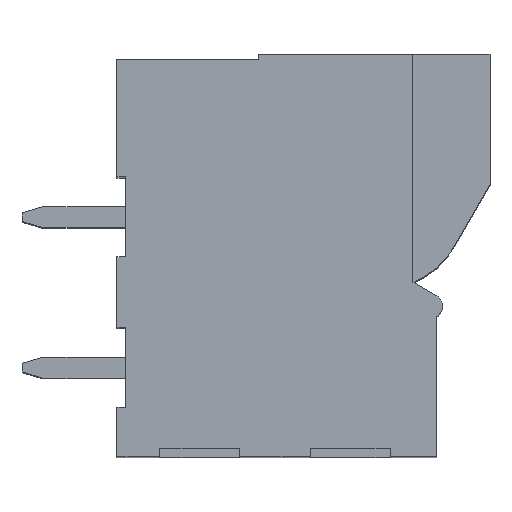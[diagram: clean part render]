
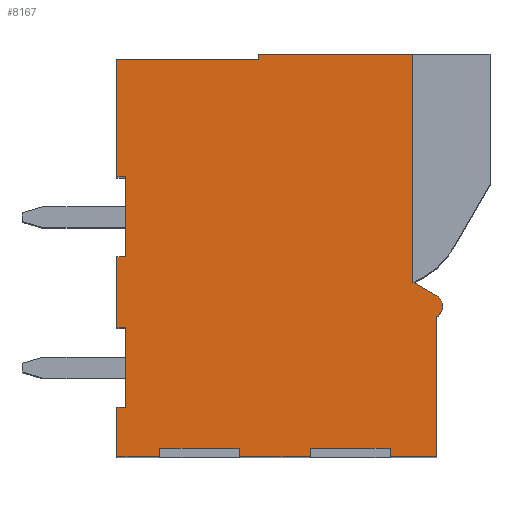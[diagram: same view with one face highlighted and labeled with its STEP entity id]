
A CAD part, top view. The second image highlights one B-rep face of the part: STEP entity #8167.
In plain terms, the highlighted planar face has unit normal (0, 0, 1).
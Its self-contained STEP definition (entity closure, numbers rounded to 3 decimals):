
#1697=CARTESIAN_POINT('',(10.604,5.094,0.));
#1698=DIRECTION('',(0.,0.,1.));
#1699=DIRECTION('',(0.495,-0.869,0.));
#1700=AXIS2_PLACEMENT_3D('',#1697,#1698,#1699);
#1702=DIRECTION('',(0.,1.,0.));
#1703=VECTOR('',#1702,0.2);
#1704=CARTESIAN_POINT('',(4.8,13.4,0.));
#1705=LINE('',#1704,#1703);
#1706=DIRECTION('',(1.,0.,0.));
#1707=VECTOR('',#1706,5.2);
#1708=CARTESIAN_POINT('',(4.8,13.6,0.));
#1709=LINE('',#1708,#1707);
#1710=DIRECTION('',(0.,-1.,0.));
#1711=VECTOR('',#1710,7.7);
#1712=CARTESIAN_POINT('',(10.,13.6,0.));
#1713=LINE('',#1712,#1711);
#1714=DIRECTION('',(0.866,-0.5,0.));
#1715=VECTOR('',#1714,0.926);
#1716=CARTESIAN_POINT('',(10.,5.9,0.));
#1717=LINE('',#1716,#1715);
#1718=DIRECTION('',(0.,-1.,0.));
#1719=VECTOR('',#1718,4.75);
#1720=CARTESIAN_POINT('',(10.8,4.75,0.));
#1721=LINE('',#1720,#1719);
#1722=DIRECTION('',(-1.,0.,0.));
#1723=VECTOR('',#1722,1.57);
#1724=CARTESIAN_POINT('',(10.8,0.,0.));
#1725=LINE('',#1724,#1723);
#1726=DIRECTION('',(0.,1.,0.));
#1727=VECTOR('',#1726,0.3);
#1728=CARTESIAN_POINT('',(9.23,0.,0.));
#1729=LINE('',#1728,#1727);
#1730=DIRECTION('',(-1.,0.,0.));
#1731=VECTOR('',#1730,2.7);
#1732=CARTESIAN_POINT('',(9.23,0.3,0.));
#1733=LINE('',#1732,#1731);
#1734=DIRECTION('',(0.,-1.,0.));
#1735=VECTOR('',#1734,0.3);
#1736=CARTESIAN_POINT('',(6.53,0.3,0.));
#1737=LINE('',#1736,#1735);
#1738=DIRECTION('',(-1.,0.,0.));
#1739=VECTOR('',#1738,2.38);
#1740=CARTESIAN_POINT('',(6.53,0.,0.));
#1741=LINE('',#1740,#1739);
#1742=DIRECTION('',(0.,1.,0.));
#1743=VECTOR('',#1742,0.3);
#1744=CARTESIAN_POINT('',(4.15,0.,0.));
#1745=LINE('',#1744,#1743);
#1746=DIRECTION('',(-1.,0.,0.));
#1747=VECTOR('',#1746,2.7);
#1748=CARTESIAN_POINT('',(4.15,0.3,0.));
#1749=LINE('',#1748,#1747);
#1750=DIRECTION('',(0.,-1.,0.));
#1751=VECTOR('',#1750,0.3);
#1752=CARTESIAN_POINT('',(1.45,0.3,0.));
#1753=LINE('',#1752,#1751);
#1754=DIRECTION('',(-1.,0.,0.));
#1755=VECTOR('',#1754,1.45);
#1756=CARTESIAN_POINT('',(1.45,0.,0.));
#1757=LINE('',#1756,#1755);
#1758=DIRECTION('',(0.,1.,0.));
#1759=VECTOR('',#1758,1.67);
#1760=CARTESIAN_POINT('',(0.,0.,0.));
#1761=LINE('',#1760,#1759);
#1762=DIRECTION('',(1.,0.,0.));
#1763=VECTOR('',#1762,0.3);
#1764=CARTESIAN_POINT('',(0.,1.67,0.));
#1765=LINE('',#1764,#1763);
#1766=DIRECTION('',(0.,1.,0.));
#1767=VECTOR('',#1766,2.7);
#1768=CARTESIAN_POINT('',(0.3,1.67,0.));
#1769=LINE('',#1768,#1767);
#1770=DIRECTION('',(-1.,0.,0.));
#1771=VECTOR('',#1770,0.3);
#1772=CARTESIAN_POINT('',(0.3,4.37,0.));
#1773=LINE('',#1772,#1771);
#1774=DIRECTION('',(0.,1.,0.));
#1775=VECTOR('',#1774,2.38);
#1776=CARTESIAN_POINT('',(0.,4.37,0.));
#1777=LINE('',#1776,#1775);
#1778=DIRECTION('',(1.,0.,0.));
#1779=VECTOR('',#1778,0.3);
#1780=CARTESIAN_POINT('',(0.,6.75,0.));
#1781=LINE('',#1780,#1779);
#1782=DIRECTION('',(0.,1.,0.));
#1783=VECTOR('',#1782,2.7);
#1784=CARTESIAN_POINT('',(0.3,6.75,0.));
#1785=LINE('',#1784,#1783);
#1786=DIRECTION('',(-1.,0.,0.));
#1787=VECTOR('',#1786,0.3);
#1788=CARTESIAN_POINT('',(0.3,9.45,0.));
#1789=LINE('',#1788,#1787);
#1790=DIRECTION('',(0.,1.,0.));
#1791=VECTOR('',#1790,3.95);
#1792=CARTESIAN_POINT('',(0.,9.45,0.));
#1793=LINE('',#1792,#1791);
#1794=DIRECTION('',(1.,0.,0.));
#1795=VECTOR('',#1794,4.8);
#1796=CARTESIAN_POINT('',(0.,13.4,0.));
#1797=LINE('',#1796,#1795);
#4349=CARTESIAN_POINT('',(10.,13.6,0.));
#4350=CARTESIAN_POINT('',(10.,5.9,0.));
#4351=VERTEX_POINT('',#4349);
#4352=VERTEX_POINT('',#4350);
#4353=CARTESIAN_POINT('',(4.8,13.6,0.));
#4354=VERTEX_POINT('',#4353);
#4355=CARTESIAN_POINT('',(4.8,13.4,0.));
#4356=VERTEX_POINT('',#4355);
#4357=CARTESIAN_POINT('',(0.,13.4,0.));
#4358=VERTEX_POINT('',#4357);
#4359=CARTESIAN_POINT('',(0.,9.45,0.));
#4360=VERTEX_POINT('',#4359);
#4361=CARTESIAN_POINT('',(0.3,9.45,0.));
#4362=VERTEX_POINT('',#4361);
#4363=CARTESIAN_POINT('',(0.3,6.75,0.));
#4364=VERTEX_POINT('',#4363);
#4365=CARTESIAN_POINT('',(0.,6.75,0.));
#4366=VERTEX_POINT('',#4365);
#4367=CARTESIAN_POINT('',(0.,4.37,0.));
#4368=VERTEX_POINT('',#4367);
#4369=CARTESIAN_POINT('',(0.3,4.37,0.));
#4370=VERTEX_POINT('',#4369);
#4371=CARTESIAN_POINT('',(0.3,1.67,0.));
#4372=VERTEX_POINT('',#4371);
#4373=CARTESIAN_POINT('',(0.,1.67,0.));
#4374=VERTEX_POINT('',#4373);
#4375=CARTESIAN_POINT('',(0.,0.,0.));
#4376=VERTEX_POINT('',#4375);
#4377=CARTESIAN_POINT('',(1.45,0.,0.));
#4378=VERTEX_POINT('',#4377);
#4379=CARTESIAN_POINT('',(1.45,0.3,0.));
#4380=VERTEX_POINT('',#4379);
#4381=CARTESIAN_POINT('',(4.15,0.3,0.));
#4382=VERTEX_POINT('',#4381);
#4383=CARTESIAN_POINT('',(4.15,0.,0.));
#4384=VERTEX_POINT('',#4383);
#4385=CARTESIAN_POINT('',(6.53,0.,0.));
#4386=VERTEX_POINT('',#4385);
#4387=CARTESIAN_POINT('',(6.53,0.3,0.));
#4388=VERTEX_POINT('',#4387);
#4389=CARTESIAN_POINT('',(9.23,0.3,0.));
#4390=VERTEX_POINT('',#4389);
#4391=CARTESIAN_POINT('',(9.23,0.,0.));
#4392=VERTEX_POINT('',#4391);
#4393=CARTESIAN_POINT('',(10.8,0.,0.));
#4394=VERTEX_POINT('',#4393);
#4395=CARTESIAN_POINT('',(10.8,4.75,0.));
#4396=VERTEX_POINT('',#4395);
#4397=CARTESIAN_POINT('',(10.802,5.437,0.));
#4398=VERTEX_POINT('',#4397);
#8120=CARTESIAN_POINT('',(5.5,6.8,0.));
#8121=DIRECTION('',(0.,0.,1.));
#8122=DIRECTION('',(0.,-1.,0.));
#8123=AXIS2_PLACEMENT_3D('',#8120,#8121,#8122);
#8124=PLANE('',#8123);
#8126=ORIENTED_EDGE('',*,*,#8125,.T.);
#8127=ORIENTED_EDGE('',*,*,#6620,.T.);
#8129=ORIENTED_EDGE('',*,*,#8128,.T.);
#8130=ORIENTED_EDGE('',*,*,#5918,.T.);
#8131=ORIENTED_EDGE('',*,*,#8109,.F.);
#8132=ORIENTED_EDGE('',*,*,#8095,.T.);
#8133=ORIENTED_EDGE('',*,*,#8081,.T.);
#8135=ORIENTED_EDGE('',*,*,#8134,.T.);
#8137=ORIENTED_EDGE('',*,*,#8136,.T.);
#8139=ORIENTED_EDGE('',*,*,#8138,.T.);
#8140=ORIENTED_EDGE('',*,*,#8073,.T.);
#8142=ORIENTED_EDGE('',*,*,#8141,.T.);
#8144=ORIENTED_EDGE('',*,*,#8143,.T.);
#8146=ORIENTED_EDGE('',*,*,#8145,.T.);
#8147=ORIENTED_EDGE('',*,*,#8065,.T.);
#8148=ORIENTED_EDGE('',*,*,#8051,.T.);
#8149=ORIENTED_EDGE('',*,*,#8037,.T.);
#8150=ORIENTED_EDGE('',*,*,#7239,.T.);
#8152=ORIENTED_EDGE('',*,*,#8151,.T.);
#8154=ORIENTED_EDGE('',*,*,#8153,.T.);
#8156=ORIENTED_EDGE('',*,*,#8155,.T.);
#8158=ORIENTED_EDGE('',*,*,#8157,.T.);
#8160=ORIENTED_EDGE('',*,*,#8159,.T.);
#8162=ORIENTED_EDGE('',*,*,#8161,.T.);
#8164=ORIENTED_EDGE('',*,*,#8163,.T.);
#8165=EDGE_LOOP('',(#8126,#8127,#8129,#8130,#8131,#8132,#8133,#8135,#8137,#8139,
#8140,#8142,#8144,#8146,#8147,#8148,#8149,#8150,#8152,#8154,#8156,#8158,#8160,
#8162,#8164));
#8166=FACE_OUTER_BOUND('',#8165,.F.);
#1701=CIRCLE('',#1700,0.396);
#5918=EDGE_CURVE('',#4352,#4398,#1717,.T.);
#6620=EDGE_CURVE('',#4354,#4351,#1709,.T.);
#7239=EDGE_CURVE('',#4372,#4370,#1769,.T.);
#8037=EDGE_CURVE('',#4374,#4372,#1765,.T.);
#8051=EDGE_CURVE('',#4376,#4374,#1761,.T.);
#8065=EDGE_CURVE('',#4378,#4376,#1757,.T.);
#8073=EDGE_CURVE('',#4386,#4384,#1741,.T.);
#8081=EDGE_CURVE('',#4394,#4392,#1725,.T.);
#8095=EDGE_CURVE('',#4396,#4394,#1721,.T.);
#8109=EDGE_CURVE('',#4396,#4398,#1701,.T.);
#8125=EDGE_CURVE('',#4356,#4354,#1705,.T.);
#8128=EDGE_CURVE('',#4351,#4352,#1713,.T.);
#8134=EDGE_CURVE('',#4392,#4390,#1729,.T.);
#8136=EDGE_CURVE('',#4390,#4388,#1733,.T.);
#8138=EDGE_CURVE('',#4388,#4386,#1737,.T.);
#8141=EDGE_CURVE('',#4384,#4382,#1745,.T.);
#8143=EDGE_CURVE('',#4382,#4380,#1749,.T.);
#8145=EDGE_CURVE('',#4380,#4378,#1753,.T.);
#8151=EDGE_CURVE('',#4370,#4368,#1773,.T.);
#8153=EDGE_CURVE('',#4368,#4366,#1777,.T.);
#8155=EDGE_CURVE('',#4366,#4364,#1781,.T.);
#8157=EDGE_CURVE('',#4364,#4362,#1785,.T.);
#8159=EDGE_CURVE('',#4362,#4360,#1789,.T.);
#8161=EDGE_CURVE('',#4360,#4358,#1793,.T.);
#8163=EDGE_CURVE('',#4358,#4356,#1797,.T.);
#8167=ADVANCED_FACE('',(#8166),#8124,.T.);
